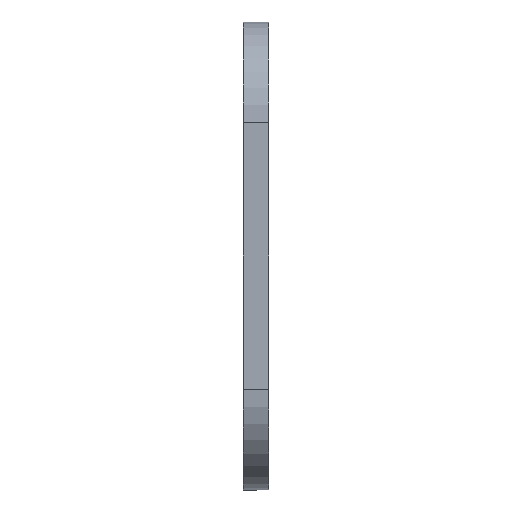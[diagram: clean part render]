
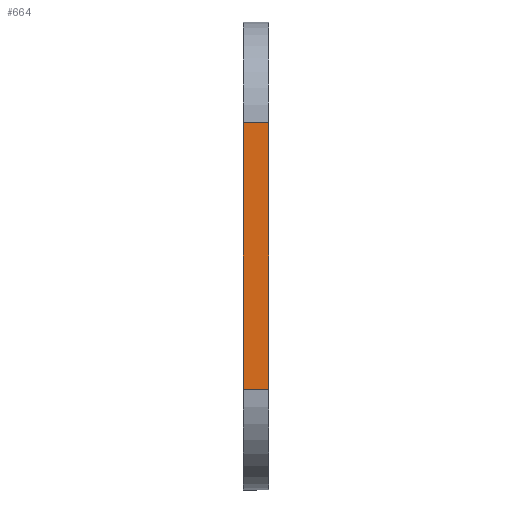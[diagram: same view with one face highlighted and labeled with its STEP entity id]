
A CAD part, left-side view. The second image highlights one B-rep face of the part: STEP entity #664.
In plain terms, the highlighted planar face has unit normal (-1, 0, 0).
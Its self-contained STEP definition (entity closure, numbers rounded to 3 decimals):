
#35 = ORIENTED_EDGE ( 'NONE', *, *, #1098, .T. ) ;
#90 = VERTEX_POINT ( 'NONE', #821 ) ;
#121 = VECTOR ( 'NONE', #624, 1000. ) ;
#175 = FACE_OUTER_BOUND ( 'NONE', #570, .T. ) ;
#260 = DIRECTION ( 'NONE',  ( 0., 0., 1. ) ) ;
#321 = AXIS2_PLACEMENT_3D ( 'NONE', #369, #645, #548 ) ;
#337 = VERTEX_POINT ( 'NONE', #423 ) ;
#369 = CARTESIAN_POINT ( 'NONE',  ( 0., 5., -73. ) ) ;
#423 = CARTESIAN_POINT ( 'NONE',  ( 0., 0., -20. ) ) ;
#467 = EDGE_CURVE ( 'NONE', #90, #337, #915, .T. ) ;
#481 = EDGE_CURVE ( 'NONE', #786, #337, #1087, .T. ) ;
#548 = DIRECTION ( 'NONE',  ( 0., 0., -1. ) ) ;
#557 = VECTOR ( 'NONE', #762, 1000. ) ;
#570 = EDGE_LOOP ( 'NONE', ( #719, #1144, #590, #35 ) ) ;
#590 = ORIENTED_EDGE ( 'NONE', *, *, #810, .F. ) ;
#624 = DIRECTION ( 'NONE',  ( 0., -1., 0. ) ) ;
#645 = DIRECTION ( 'NONE',  ( 1., 0., 0. ) ) ;
#664 = ADVANCED_FACE ( 'NONE', ( #175 ), #1023, .F. ) ;
#694 = LINE ( 'NONE', #1064, #993 ) ;
#719 = ORIENTED_EDGE ( 'NONE', *, *, #467, .T. ) ;
#762 = DIRECTION ( 'NONE',  ( 0., 0., 1. ) ) ;
#786 = VERTEX_POINT ( 'NONE', #966 ) ;
#799 = CARTESIAN_POINT ( 'NONE',  ( 0., 5., -73. ) ) ;
#810 = EDGE_CURVE ( 'NONE', #949, #786, #986, .T. ) ;
#818 = CARTESIAN_POINT ( 'NONE',  ( 0., 5., -20. ) ) ;
#821 = CARTESIAN_POINT ( 'NONE',  ( 0., 0., -73. ) ) ;
#828 = CARTESIAN_POINT ( 'NONE',  ( 0., 5., -73. ) ) ;
#915 = LINE ( 'NONE', #998, #1038 ) ;
#949 = VERTEX_POINT ( 'NONE', #828 ) ;
#966 = CARTESIAN_POINT ( 'NONE',  ( 0., 5., -20. ) ) ;
#968 = DIRECTION ( 'NONE',  ( 0., -1., 0. ) ) ;
#986 = LINE ( 'NONE', #799, #557 ) ;
#993 = VECTOR ( 'NONE', #968, 1000. ) ;
#998 = CARTESIAN_POINT ( 'NONE',  ( 0., 0., -73. ) ) ;
#1023 = PLANE ( 'NONE',  #321 ) ;
#1038 = VECTOR ( 'NONE', #260, 1000. ) ;
#1064 = CARTESIAN_POINT ( 'NONE',  ( 0., 5., -73. ) ) ;
#1087 = LINE ( 'NONE', #818, #121 ) ;
#1098 = EDGE_CURVE ( 'NONE', #949, #90, #694, .T. ) ;
#1144 = ORIENTED_EDGE ( 'NONE', *, *, #481, .F. ) ;
